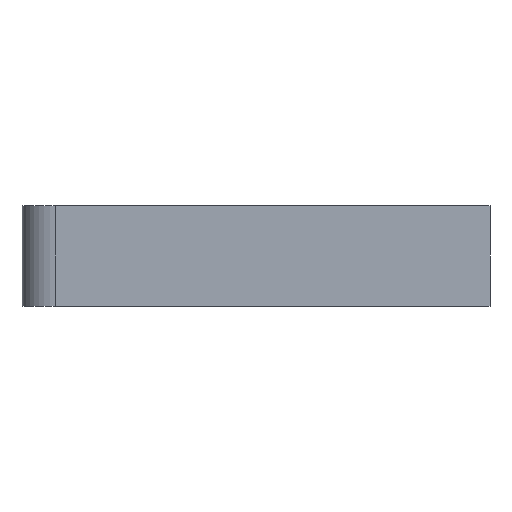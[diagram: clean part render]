
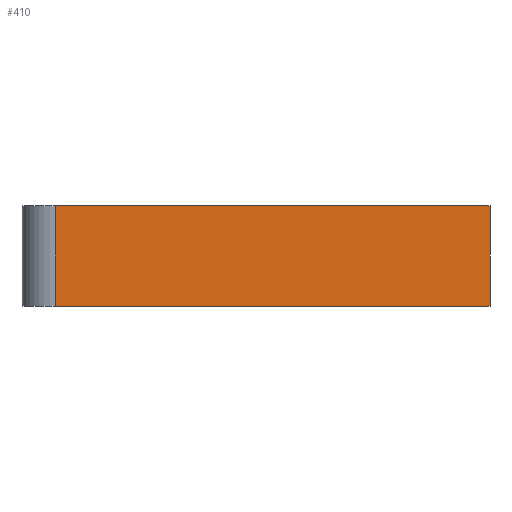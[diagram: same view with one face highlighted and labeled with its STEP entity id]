
A CAD part, front view. The second image highlights one B-rep face of the part: STEP entity #410.
In plain terms, the highlighted planar face has unit normal (0, -1, 0).
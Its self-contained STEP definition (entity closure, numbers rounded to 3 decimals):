
#12 = EDGE_CURVE ( 'NONE', #739, #775, #768, .T. ) ;
#13 = DIRECTION ( 'NONE',  ( 0., 0., 1. ) ) ;
#15 = DIRECTION ( 'NONE',  ( 0., 1., 0. ) ) ;
#28 = CARTESIAN_POINT ( 'NONE',  ( 86.56, -1094.37, 15. ) ) ;
#50 = VECTOR ( 'NONE', #875, 1000. ) ;
#67 = PLANE ( 'NONE',  #301 ) ;
#73 = EDGE_CURVE ( 'NONE', #775, #728, #856, .T. ) ;
#127 = VECTOR ( 'NONE', #484, 1000. ) ;
#131 = FACE_OUTER_BOUND ( 'NONE', #821, .T. ) ;
#135 = ORIENTED_EDGE ( 'NONE', *, *, #190, .T. ) ;
#153 = LINE ( 'NONE', #415, #223 ) ;
#171 = ORIENTED_EDGE ( 'NONE', *, *, #896, .T. ) ;
#190 = EDGE_CURVE ( 'NONE', #530, #728, #329, .T. ) ;
#205 = VECTOR ( 'NONE', #665, 1000. ) ;
#223 = VECTOR ( 'NONE', #399, 1000. ) ;
#227 = ORIENTED_EDGE ( 'NONE', *, *, #12, .F. ) ;
#301 = AXIS2_PLACEMENT_3D ( 'NONE', #28, #15, #13 ) ;
#308 = CARTESIAN_POINT ( 'NONE',  ( 21.56, -1094.37, 0. ) ) ;
#329 = LINE ( 'NONE', #647, #205 ) ;
#399 = DIRECTION ( 'NONE',  ( 0., 0., -1. ) ) ;
#410 = ADVANCED_FACE ( 'NONE', ( #131 ), #67, .F. ) ;
#415 = CARTESIAN_POINT ( 'NONE',  ( 21.56, -1094.37, 15. ) ) ;
#436 = CARTESIAN_POINT ( 'NONE',  ( 86.56, -1094.37, 15. ) ) ;
#484 = DIRECTION ( 'NONE',  ( 0., 0., -1. ) ) ;
#505 = CARTESIAN_POINT ( 'NONE',  ( 86.56, -1094.37, 15. ) ) ;
#517 = ORIENTED_EDGE ( 'NONE', *, *, #73, .F. ) ;
#530 = VERTEX_POINT ( 'NONE', #308 ) ;
#581 = CARTESIAN_POINT ( 'NONE',  ( 86.56, -1094.37, 15. ) ) ;
#647 = CARTESIAN_POINT ( 'NONE',  ( 86.56, -1094.37, 0. ) ) ;
#665 = DIRECTION ( 'NONE',  ( 1., 0., 0. ) ) ;
#680 = CARTESIAN_POINT ( 'NONE',  ( 21.56, -1094.37, 15. ) ) ;
#685 = CARTESIAN_POINT ( 'NONE',  ( 86.56, -1094.37, 0. ) ) ;
#728 = VERTEX_POINT ( 'NONE', #685 ) ;
#739 = VERTEX_POINT ( 'NONE', #680 ) ;
#768 = LINE ( 'NONE', #505, #50 ) ;
#775 = VERTEX_POINT ( 'NONE', #581 ) ;
#821 = EDGE_LOOP ( 'NONE', ( #227, #171, #135, #517 ) ) ;
#856 = LINE ( 'NONE', #436, #127 ) ;
#875 = DIRECTION ( 'NONE',  ( 1., 0., 0. ) ) ;
#896 = EDGE_CURVE ( 'NONE', #739, #530, #153, .T. ) ;
